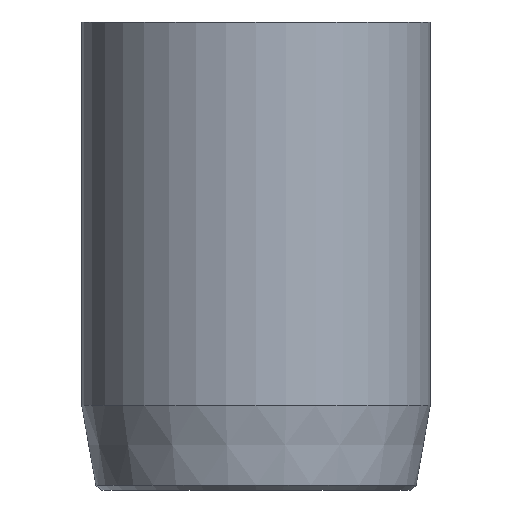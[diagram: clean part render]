
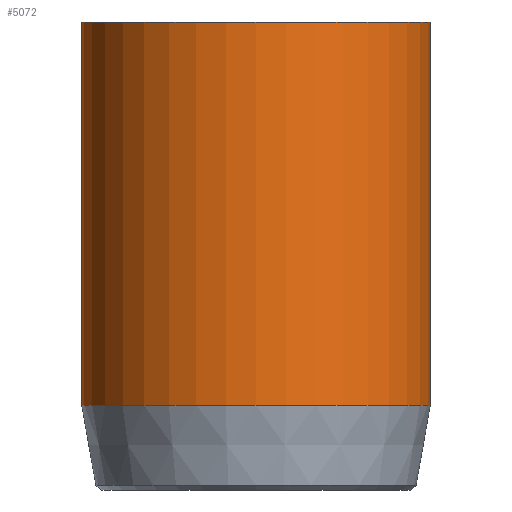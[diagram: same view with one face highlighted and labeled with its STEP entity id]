
A CAD part, front view. The second image highlights one B-rep face of the part: STEP entity #5072.
In plain terms, the highlighted cylindrical face has radius 1.75 mm (diameter 3.5 mm), a full revolution.
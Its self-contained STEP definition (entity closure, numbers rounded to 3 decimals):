
#720=CYLINDRICAL_SURFACE('',#5251,1.75);
#948=FACE_OUTER_BOUND('',#1251,.T.);
#1251=EDGE_LOOP('',(#4534,#4535,#4536,#4537,#4538));
#1578=LINE('',#9543,#1925);
#1925=VECTOR('',#5696,1.75);
#2012=CIRCLE('',#5235,1.75);
#2017=CIRCLE('',#5249,1.75);
#2018=CIRCLE('',#5250,1.75);
#2437=VERTEX_POINT('',#9516);
#2442=VERTEX_POINT('',#9537);
#2443=VERTEX_POINT('',#9538);
#3150=EDGE_CURVE('',#2437,#2437,#2012,.T.);
#3157=EDGE_CURVE('',#2442,#2443,#2017,.T.);
#3158=EDGE_CURVE('',#2443,#2442,#2018,.T.);
#3160=EDGE_CURVE('',#2437,#2442,#1578,.T.);
#4534=ORIENTED_EDGE('',*,*,#3150,.T.);
#4535=ORIENTED_EDGE('',*,*,#3160,.T.);
#4536=ORIENTED_EDGE('',*,*,#3157,.T.);
#4537=ORIENTED_EDGE('',*,*,#3158,.T.);
#4538=ORIENTED_EDGE('',*,*,#3160,.F.);
#5072=ADVANCED_FACE('',(#948),#720,.T.);
#5235=AXIS2_PLACEMENT_3D('',#9517,#5659,#5660);
#5249=AXIS2_PLACEMENT_3D('',#9539,#5689,#5690);
#5250=AXIS2_PLACEMENT_3D('',#9540,#5691,#5692);
#5251=AXIS2_PLACEMENT_3D('',#9542,#5694,#5695);
#5659=DIRECTION('center_axis',(0.,0.,-1.));
#5660=DIRECTION('ref_axis',(-1.,0.,0.));
#5689=DIRECTION('center_axis',(0.,0.,1.));
#5690=DIRECTION('ref_axis',(-1.,0.,0.));
#5691=DIRECTION('center_axis',(0.,0.,1.));
#5692=DIRECTION('ref_axis',(-1.,0.,0.));
#5694=DIRECTION('center_axis',(0.,0.,1.));
#5695=DIRECTION('ref_axis',(-1.,0.,0.));
#5696=DIRECTION('',(0.,0.,-1.));
#9516=CARTESIAN_POINT('',(1.75,0.,4.7));
#9517=CARTESIAN_POINT('Origin',(0.,0.,4.7));
#9537=CARTESIAN_POINT('',(1.75,0.,0.851));
#9538=CARTESIAN_POINT('',(-1.75,0.,0.851));
#9539=CARTESIAN_POINT('Origin',(0.,0.,0.851));
#9540=CARTESIAN_POINT('Origin',(0.,0.,0.851));
#9542=CARTESIAN_POINT('Origin',(0.,0.,0.));
#9543=CARTESIAN_POINT('',(1.75,0.,0.));
